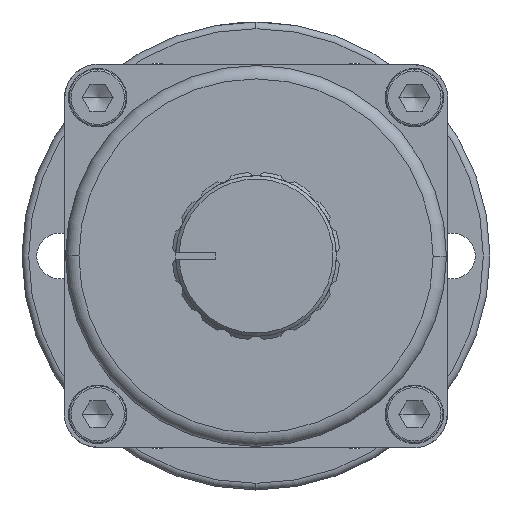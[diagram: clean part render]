
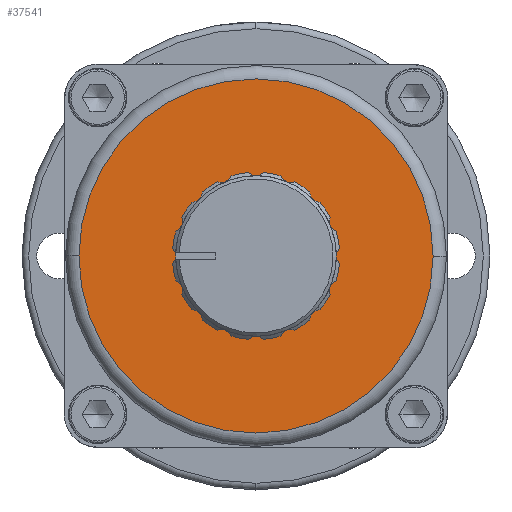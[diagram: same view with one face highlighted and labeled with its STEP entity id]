
A CAD part, left-side view. The second image highlights one B-rep face of the part: STEP entity #37541.
In plain terms, the highlighted planar face has unit normal (-1, 0, 0).
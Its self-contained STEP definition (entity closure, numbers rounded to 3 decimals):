
#8414=CARTESIAN_POINT('',(-249.4,-0.001,
0.001));
#8415=DIRECTION('',(1.,0.,0.));
#8416=DIRECTION('',(0.,1.,0.002));
#8417=AXIS2_PLACEMENT_3D('',#8414,#8415,#8416);
#8419=CARTESIAN_POINT('',(-249.4,-0.001,
0.001));
#8420=DIRECTION('',(1.,0.,0.));
#8421=DIRECTION('',(0.,-1.,-0.002));
#8422=AXIS2_PLACEMENT_3D('',#8419,#8420,#8421);
#8424=CARTESIAN_POINT('',(-249.4,-0.001,
0.001));
#8425=DIRECTION('',(-1.,0.,0.));
#8426=DIRECTION('',(0.,-0.002,1.));
#8427=AXIS2_PLACEMENT_3D('',#8424,#8425,#8426);
#8429=CARTESIAN_POINT('',(-249.4,-0.001,
0.001));
#8430=DIRECTION('',(-1.,0.,0.));
#8431=DIRECTION('',(0.,0.002,-1.));
#8432=AXIS2_PLACEMENT_3D('',#8429,#8430,#8431);
#22039=CARTESIAN_POINT('',(-249.4,26.449,
0.056));
#22040=VERTEX_POINT('',#22039);
#22041=CARTESIAN_POINT('',(-249.4,-26.45,
-0.055));
#22042=VERTEX_POINT('',#22041);
#22043=CARTESIAN_POINT('',(-249.4,-0.007,
3.176));
#22044=CARTESIAN_POINT('',(-249.4,0.006,
-3.174));
#22045=VERTEX_POINT('',#22043);
#22046=VERTEX_POINT('',#22044);
#37526=CARTESIAN_POINT('',(-249.4,-0.001,
0.001));
#37527=DIRECTION('',(1.,0.,0.));
#37528=DIRECTION('',(0.,1.,0.002));
#37529=AXIS2_PLACEMENT_3D('',#37526,#37527,#37528);
#37530=PLANE('',#37529);
#37531=ORIENTED_EDGE('',*,*,#37493,.T.);
#37532=ORIENTED_EDGE('',*,*,#37508,.T.);
#37533=EDGE_LOOP('',(#37531,#37532));
#37534=FACE_OUTER_BOUND('',#37533,.F.);
#37536=ORIENTED_EDGE('',*,*,#37535,.T.);
#37538=ORIENTED_EDGE('',*,*,#37537,.T.);
#37539=EDGE_LOOP('',(#37536,#37538));
#37540=FACE_BOUND('',#37539,.F.);
#8418=CIRCLE('',#8417,26.45);
#8423=CIRCLE('',#8422,26.45);
#8428=CIRCLE('',#8427,3.175);
#8433=CIRCLE('',#8432,3.175);
#37493=EDGE_CURVE('',#22040,#22042,#8418,.T.);
#37508=EDGE_CURVE('',#22042,#22040,#8423,.T.);
#37535=EDGE_CURVE('',#22045,#22046,#8428,.T.);
#37537=EDGE_CURVE('',#22046,#22045,#8433,.T.);
#37541=ADVANCED_FACE('',(#37534,#37540),#37530,.F.);
